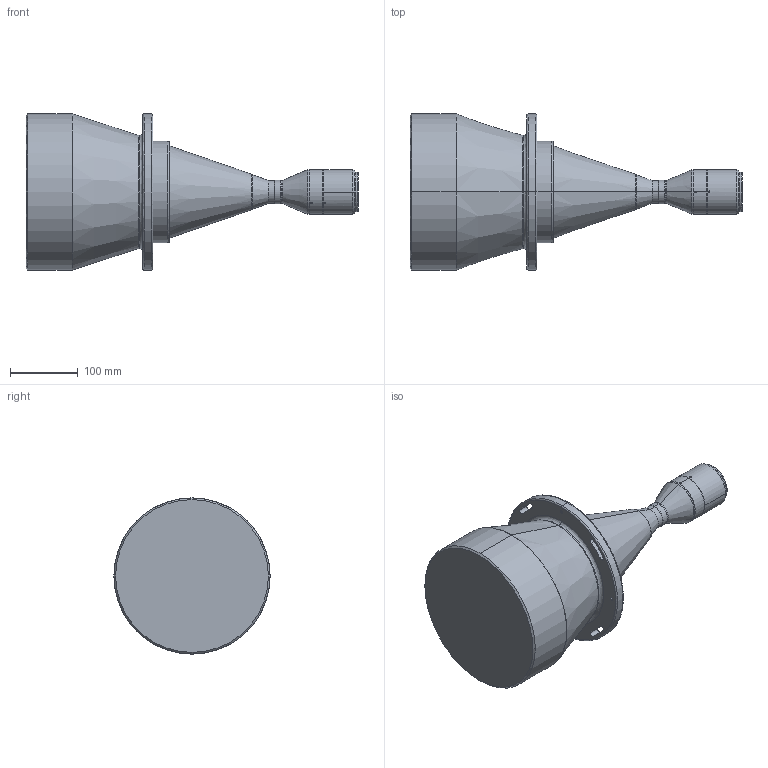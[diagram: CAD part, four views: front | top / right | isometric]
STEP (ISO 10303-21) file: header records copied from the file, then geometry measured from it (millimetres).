
FILE_DESCRIPTION (( 'STEP AP203' ), '1' );
FILE_NAME ('DTCM175-190-M58-AL.STEP', '2019-11-14T08:00:00', ( 'Windows 蚚誧' ), ( '' ), 'SwSTEP 2.0', 'SolidWorks 2017', '' );
FILE_SCHEMA (( 'CONFIG_CONTROL_DESIGN' ));
Length unit declared in the file: millimetre
Products named in the file (1): DTCM175-190-M58-AL
Bounding box: 489 x 230 x 230 mm (x, y, z)
Volume: 8318669.6 mm3; surface area: 298483.7 mm2
Topology: 1 solids, 1 shells, 121 faces, 287 edges, 170 vertices
Faces by surface type: cylinder 66, cone 30, bspline 14, plane 11
Entity records: 4400 total; most frequent: CARTESIAN_POINT 1595, DIRECTION 597, ORIENTED_EDGE 550, EDGE_CURVE 275, AXIS2_PLACEMENT_3D 250, VERTEX_POINT 170, EDGE_LOOP 151, CIRCLE 142
